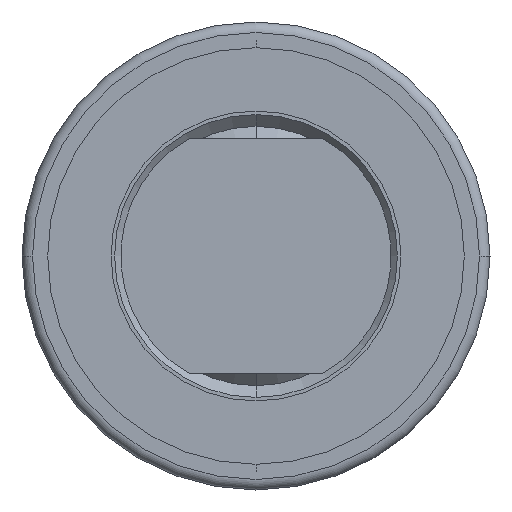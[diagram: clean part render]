
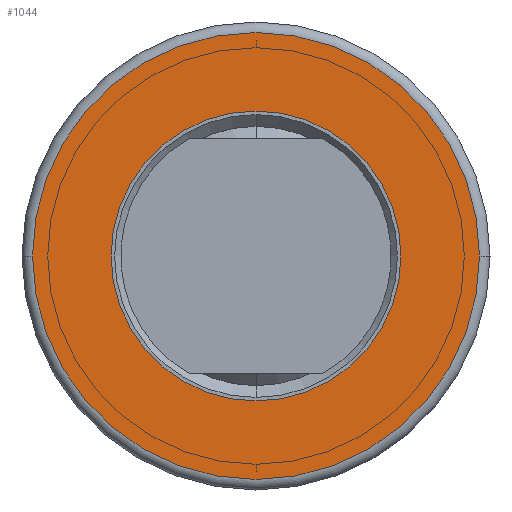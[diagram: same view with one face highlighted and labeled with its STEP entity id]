
A CAD part, left-side view. The second image highlights one B-rep face of the part: STEP entity #1044.
In plain terms, the highlighted planar face has unit normal (-1, 0, 0).
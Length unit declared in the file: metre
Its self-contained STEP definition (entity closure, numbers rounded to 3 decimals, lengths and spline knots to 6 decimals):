
#1044=ADVANCED_FACE('0:249',(#2153,#2154),#2155,.T.);
#2153=FACE_OUTER_BOUND('',#3448,.T.);
#2154=FACE_BOUND('',#3449,.T.);
#2155=PLANE('',#3450);
#3448=EDGE_LOOP('',(#5985,#5986));
#3449=EDGE_LOOP('',(#5987,#5988));
#3450=AXIS2_PLACEMENT_3D('',#5989,#5990,#5991);
#5985=ORIENTED_EDGE('',*,*,#8120,.F.);
#5986=ORIENTED_EDGE('',*,*,#7813,.F.);
#5987=ORIENTED_EDGE('',*,*,#8122,.T.);
#5988=ORIENTED_EDGE('',*,*,#7810,.T.);
#5989=CARTESIAN_POINT('',(-0.038233,0.01771,0.018605));
#5990=DIRECTION('',(-1.0,0.0,0.0));
#5991=DIRECTION('',(0.0,0.0,1.0));
#7810=EDGE_CURVE('',#9344,#9348,#9350,.T.);
#7813=EDGE_CURVE('',#9352,#9354,#9355,.T.);
#8120=EDGE_CURVE('0:789',#9354,#9352,#9760,.T.);
#8122=EDGE_CURVE('0:798',#9348,#9344,#9762,.T.);
#9344=VERTEX_POINT('',#11197);
#9348=VERTEX_POINT('',#11202);
#9350=CIRCLE('',#11205,0.012325);
#9352=VERTEX_POINT('',#11207);
#9354=VERTEX_POINT('',#11209);
#9355=CIRCLE('',#11210,0.019);
#9760=CIRCLE('',#11615,0.019);
#9762=CIRCLE('',#11617,0.012325);
#11197=CARTESIAN_POINT('',(-0.038233,0.,0.00628));
#11202=CARTESIAN_POINT('',(-0.038233,0.,0.03093));
#11205=AXIS2_PLACEMENT_3D('',#13433,#13434,#13435);
#11207=CARTESIAN_POINT('',(-0.038233,-0.019,0.018605));
#11209=CARTESIAN_POINT('',(-0.038233,0.019,0.018605));
#11210=AXIS2_PLACEMENT_3D('',#13439,#13440,#13441);
#11615=AXIS2_PLACEMENT_3D('',#14051,#14052,#14053);
#11617=AXIS2_PLACEMENT_3D('',#14054,#14055,#14056);
#13433=CARTESIAN_POINT('',(-0.038233,0.,0.018605));
#13434=DIRECTION('',(1.0,0.0,0.0));
#13435=DIRECTION('',(0.0,0.0,-1.0));
#13439=CARTESIAN_POINT('',(-0.038233,0.,0.018605));
#13440=DIRECTION('',(1.0,0.0,-0.0));
#13441=DIRECTION('',(0.0,1.0,0.0));
#14051=CARTESIAN_POINT('',(-0.038233,0.,0.018605));
#14052=DIRECTION('',(1.0,0.0,-0.0));
#14053=DIRECTION('',(0.0,1.0,0.0));
#14054=CARTESIAN_POINT('',(-0.038233,0.,0.018605));
#14055=DIRECTION('',(1.0,0.0,0.0));
#14056=DIRECTION('',(0.0,0.0,-1.0));
